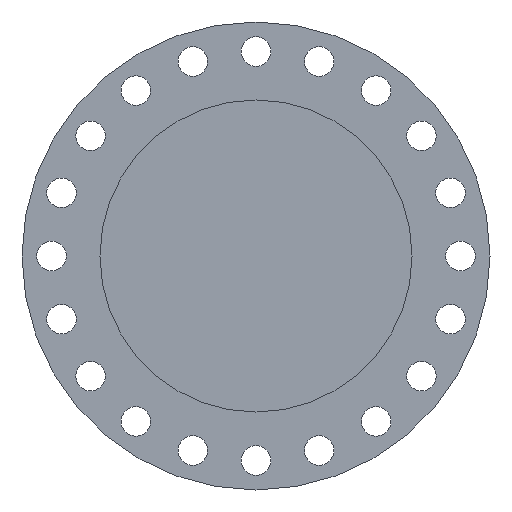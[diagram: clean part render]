
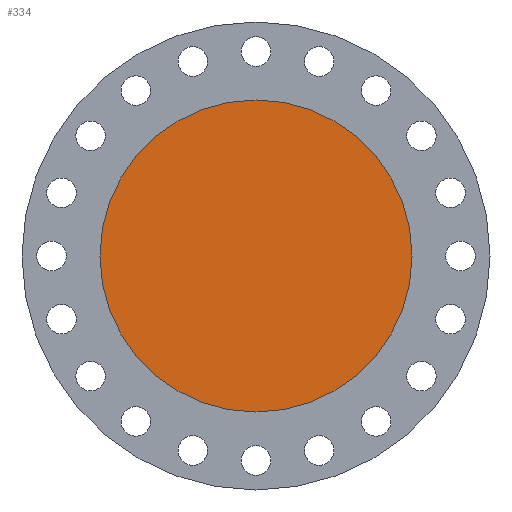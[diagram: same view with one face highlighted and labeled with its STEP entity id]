
A CAD part, left-side view. The second image highlights one B-rep face of the part: STEP entity #334.
In plain terms, the highlighted planar face has unit normal (-1, 0, 0).
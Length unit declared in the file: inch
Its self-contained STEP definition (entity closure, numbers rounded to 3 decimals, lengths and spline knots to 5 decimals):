
#55 = EDGE_CURVE ( 'NONE', #571, #1116, #297, .T. ) ;
#217 = PLANE ( 'NONE',  #438 ) ;
#229 = ORIENTED_EDGE ( 'NONE', *, *, #55, .T. ) ;
#262 = ORIENTED_EDGE ( 'NONE', *, *, #1603, .T. ) ;
#269 = CARTESIAN_POINT ( 'NONE',  ( 0., 0., 0. ) ) ;
#297 = CIRCLE ( 'NONE', #323, 9.25 ) ;
#323 = AXIS2_PLACEMENT_3D ( 'NONE', #1302, #833, #1428 ) ;
#332 = CARTESIAN_POINT ( 'NONE',  ( 0., 0., 0. ) ) ;
#334 = ADVANCED_FACE ( 'NONE', ( #595 ), #217, .T. ) ;
#438 = AXIS2_PLACEMENT_3D ( 'NONE', #332, #1124, #881 ) ;
#494 = CARTESIAN_POINT ( 'NONE',  ( 0., 0., -9.25 ) ) ;
#516 = CARTESIAN_POINT ( 'NONE',  ( 0., 0., 9.25 ) ) ;
#571 = VERTEX_POINT ( 'NONE', #516 ) ;
#595 = FACE_OUTER_BOUND ( 'NONE', #1361, .T. ) ;
#811 = DIRECTION ( 'NONE',  ( -1., 0., 0. ) ) ;
#833 = DIRECTION ( 'NONE',  ( -1., 0., 0. ) ) ;
#881 = DIRECTION ( 'NONE',  ( 0., 0., 1. ) ) ;
#1116 = VERTEX_POINT ( 'NONE', #494 ) ;
#1124 = DIRECTION ( 'NONE',  ( -1., 0., 0. ) ) ;
#1302 = CARTESIAN_POINT ( 'NONE',  ( 0., 0., 0. ) ) ;
#1361 = EDGE_LOOP ( 'NONE', ( #229, #262 ) ) ;
#1368 = DIRECTION ( 'NONE',  ( 0., 0., 1. ) ) ;
#1428 = DIRECTION ( 'NONE',  ( 0., 0., 1. ) ) ;
#1485 = AXIS2_PLACEMENT_3D ( 'NONE', #269, #811, #1368 ) ;
#1603 = EDGE_CURVE ( 'NONE', #1116, #571, #1676, .T. ) ;
#1676 = CIRCLE ( 'NONE', #1485, 9.25 ) ;
